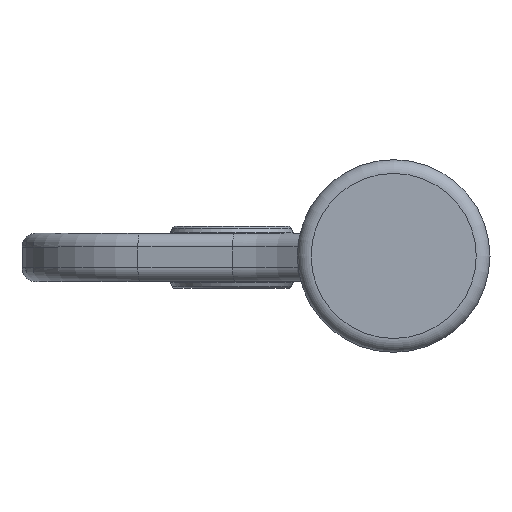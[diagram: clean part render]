
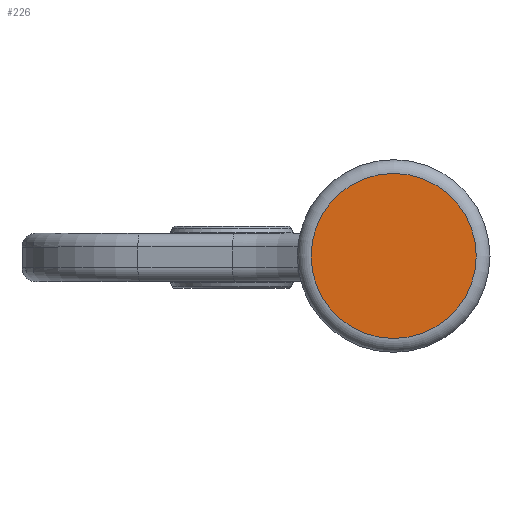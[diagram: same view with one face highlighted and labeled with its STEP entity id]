
A CAD part, top view. The second image highlights one B-rep face of the part: STEP entity #226.
In plain terms, the highlighted planar face has unit normal (0, 0, 1).
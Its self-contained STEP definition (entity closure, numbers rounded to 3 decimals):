
#226 = ADVANCED_FACE( '', ( #615 ), #616, .F. );
#615 = FACE_OUTER_BOUND( '', #2317, .T. );
#616 = PLANE( '', #2318 );
#2317 = EDGE_LOOP( '', ( #18327 ) );
#2318 = AXIS2_PLACEMENT_3D( '', #18328, #18329, #18330 );
#18327 = ORIENTED_EDGE( '', *, *, #19650, .T. );
#18328 = CARTESIAN_POINT( '', ( 0., 14., 85. ) );
#18329 = DIRECTION( '', ( 0., 0., -1. ) );
#18330 = DIRECTION( '', ( -1., 0., 0. ) );
#19650 = EDGE_CURVE( '', #20317, #20317, #20318, .F. );
#20317 = VERTEX_POINT( '', #21673 );
#20318 = CIRCLE( '', #21674, 11.983 );
#21673 = CARTESIAN_POINT( '', ( -11.983, 0., 85. ) );
#21674 = AXIS2_PLACEMENT_3D( '', #27045, #27046, #27047 );
#27045 = CARTESIAN_POINT( '', ( 0., 0., 85. ) );
#27046 = DIRECTION( '', ( 0., 0., -1. ) );
#27047 = DIRECTION( '', ( -1., 0., 0. ) );
